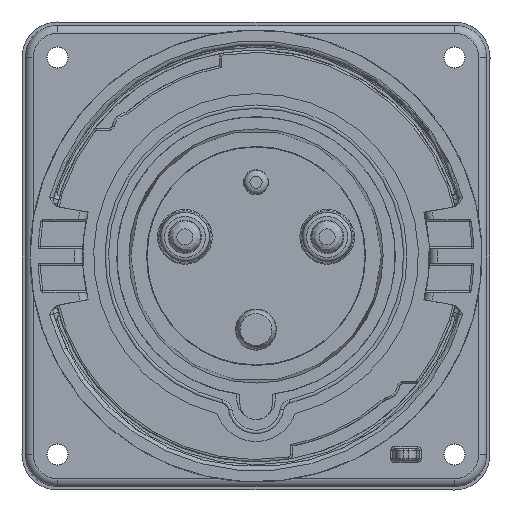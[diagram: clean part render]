
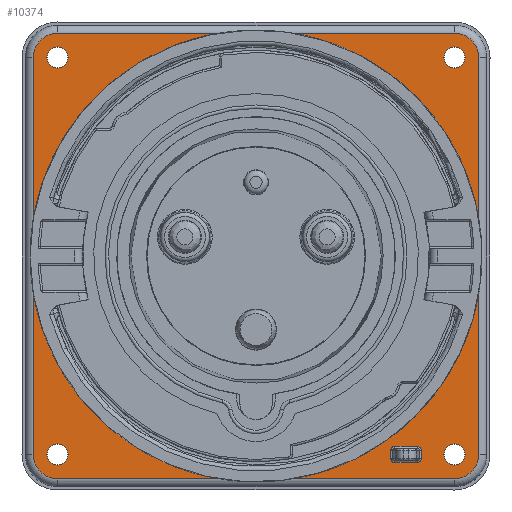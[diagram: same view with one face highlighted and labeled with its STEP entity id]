
A CAD part, front view. The second image highlights one B-rep face of the part: STEP entity #10374.
In plain terms, the highlighted planar face has unit normal (0, -1, 0).
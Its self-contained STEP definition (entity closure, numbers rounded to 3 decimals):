
#1616=FACE_BOUND('',#15410,.T.);
#1617=FACE_BOUND('',#15411,.T.);
#1618=FACE_BOUND('',#15412,.T.);
#1619=FACE_BOUND('',#15413,.T.);
#1620=FACE_BOUND('',#15414,.T.);
#1621=FACE_BOUND('',#15415,.T.);
#1622=FACE_BOUND('',#15416,.T.);
#2590=ELLIPSE('',#43978,1.015,1.);
#2591=ELLIPSE('',#43979,1.015,1.);
#2592=ELLIPSE('',#43980,1.015,1.);
#2593=ELLIPSE('',#43981,1.015,1.);
#3480=PLANE('',#43982);
#5095=LINE('',#88306,#7545);
#5096=LINE('',#88314,#7546);
#5097=LINE('',#88322,#7547);
#5098=LINE('',#88330,#7548);
#5483=LINE('',#90017,#7933);
#5484=LINE('',#90022,#7934);
#5485=LINE('',#90026,#7935);
#5486=LINE('',#90030,#7936);
#7545=VECTOR('',#50873,1.);
#7546=VECTOR('',#50884,1.);
#7547=VECTOR('',#50895,1.);
#7548=VECTOR('',#50906,1.);
#7933=VECTOR('',#52421,1.);
#7934=VECTOR('',#52424,1.);
#7935=VECTOR('',#52427,1.);
#7936=VECTOR('',#52430,1.);
#10374=ADVANCED_FACE('',(#1616,#1617,#1618,#1619,#1620,#1621,#1622),#3480,
 .T.);
#15410=EDGE_LOOP('',(#25854));
#15411=EDGE_LOOP('',(#25855));
#15412=EDGE_LOOP('',(#25856));
#15413=EDGE_LOOP('',(#25857));
#15414=EDGE_LOOP('',(#25858,#25859,#25860,#25861,#25862,#25863,#25864,#25865));
#15415=EDGE_LOOP('',(#25866));
#15416=EDGE_LOOP('',(#25867,#25868,#25869,#25870,#25871,#25872,#25873,#25874));
#25854=ORIENTED_EDGE('',*,*,#37614,.F.);
#25855=ORIENTED_EDGE('',*,*,#37615,.F.);
#25856=ORIENTED_EDGE('',*,*,#37616,.F.);
#25857=ORIENTED_EDGE('',*,*,#37617,.F.);
#25858=ORIENTED_EDGE('',*,*,#36949,.T.);
#25859=ORIENTED_EDGE('',*,*,#36963,.F.);
#25860=ORIENTED_EDGE('',*,*,#36961,.T.);
#25861=ORIENTED_EDGE('',*,*,#36959,.F.);
#25862=ORIENTED_EDGE('',*,*,#36957,.T.);
#25863=ORIENTED_EDGE('',*,*,#36955,.F.);
#25864=ORIENTED_EDGE('',*,*,#36953,.T.);
#25865=ORIENTED_EDGE('',*,*,#36951,.F.);
#25866=ORIENTED_EDGE('',*,*,#37325,.T.);
#25867=ORIENTED_EDGE('',*,*,#37618,.T.);
#25868=ORIENTED_EDGE('',*,*,#37619,.F.);
#25869=ORIENTED_EDGE('',*,*,#37620,.F.);
#25870=ORIENTED_EDGE('',*,*,#37621,.F.);
#25871=ORIENTED_EDGE('',*,*,#37622,.F.);
#25872=ORIENTED_EDGE('',*,*,#37623,.T.);
#25873=ORIENTED_EDGE('',*,*,#37624,.F.);
#25874=ORIENTED_EDGE('',*,*,#37625,.T.);
#32023=VERTEX_POINT('',#88305);
#32024=VERTEX_POINT('',#88307);
#32025=VERTEX_POINT('',#88311);
#32026=VERTEX_POINT('',#88315);
#32027=VERTEX_POINT('',#88319);
#32028=VERTEX_POINT('',#88323);
#32029=VERTEX_POINT('',#88327);
#32030=VERTEX_POINT('',#88331);
#32258=VERTEX_POINT('',#89370);
#32395=VERTEX_POINT('',#90010);
#32396=VERTEX_POINT('',#90012);
#32397=VERTEX_POINT('',#90014);
#32398=VERTEX_POINT('',#90016);
#32399=VERTEX_POINT('',#90018);
#32400=VERTEX_POINT('',#90019);
#32401=VERTEX_POINT('',#90021);
#32402=VERTEX_POINT('',#90023);
#32403=VERTEX_POINT('',#90025);
#32404=VERTEX_POINT('',#90027);
#32405=VERTEX_POINT('',#90029);
#32406=VERTEX_POINT('',#90031);
#36949=EDGE_CURVE('',#32024,#32023,#5095,.T.);
#36951=EDGE_CURVE('',#32024,#32025,#40495,.T.);
#36953=EDGE_CURVE('',#32026,#32025,#5096,.T.);
#36955=EDGE_CURVE('',#32026,#32027,#40498,.T.);
#36957=EDGE_CURVE('',#32028,#32027,#5097,.T.);
#36959=EDGE_CURVE('',#32028,#32029,#40501,.T.);
#36961=EDGE_CURVE('',#32030,#32029,#5098,.T.);
#36963=EDGE_CURVE('',#32030,#32023,#40504,.T.);
#37325=EDGE_CURVE('',#32258,#32258,#40626,.T.);
#37614=EDGE_CURVE('',#32395,#32395,#40743,.T.);
#37615=EDGE_CURVE('',#32396,#32396,#40744,.T.);
#37616=EDGE_CURVE('',#32397,#32397,#40745,.T.);
#37617=EDGE_CURVE('',#32398,#32398,#40746,.T.);
#37618=EDGE_CURVE('',#32399,#32400,#5483,.T.);
#37619=EDGE_CURVE('',#32401,#32400,#2590,.T.);
#37620=EDGE_CURVE('',#32402,#32401,#5484,.T.);
#37621=EDGE_CURVE('',#32403,#32402,#2591,.T.);
#37622=EDGE_CURVE('',#32404,#32403,#5485,.T.);
#37623=EDGE_CURVE('',#32404,#32405,#2592,.T.);
#37624=EDGE_CURVE('',#32406,#32405,#5486,.T.);
#37625=EDGE_CURVE('',#32406,#32399,#2593,.T.);
#40495=CIRCLE('',#43400,6.);
#40498=CIRCLE('',#43405,6.);
#40501=CIRCLE('',#43410,6.);
#40504=CIRCLE('',#43415,6.);
#40626=CIRCLE('',#43683,49.7);
#40743=CIRCLE('',#43974,2.642);
#40744=CIRCLE('',#43975,2.642);
#40745=CIRCLE('',#43976,2.642);
#40746=CIRCLE('',#43977,2.642);
#43400=AXIS2_PLACEMENT_3D('',#88310,#50878,#50879);
#43405=AXIS2_PLACEMENT_3D('',#88318,#50889,#50890);
#43410=AXIS2_PLACEMENT_3D('',#88326,#50900,#50901);
#43415=AXIS2_PLACEMENT_3D('',#88334,#50911,#50912);
#43683=AXIS2_PLACEMENT_3D('',#89369,#51667,#51668);
#43974=AXIS2_PLACEMENT_3D('',#90009,#52413,#52414);
#43975=AXIS2_PLACEMENT_3D('',#90011,#52415,#52416);
#43976=AXIS2_PLACEMENT_3D('',#90013,#52417,#52418);
#43977=AXIS2_PLACEMENT_3D('',#90015,#52419,#52420);
#43978=AXIS2_PLACEMENT_3D('',#90020,#52422,#52423);
#43979=AXIS2_PLACEMENT_3D('',#90024,#52425,#52426);
#43980=AXIS2_PLACEMENT_3D('',#90028,#52428,#52429);
#43981=AXIS2_PLACEMENT_3D('',#90032,#52431,#52432);
#43982=AXIS2_PLACEMENT_3D('',#90033,#52433,#52434);
#50873=DIRECTION('',(0.,0.,1.));
#50878=DIRECTION('',(0.,1.,0.));
#50879=DIRECTION('',(1.,0.,0.));
#50884=DIRECTION('',(1.,0.,0.));
#50889=DIRECTION('',(0.,1.,0.));
#50890=DIRECTION('',(1.,0.,0.));
#50895=DIRECTION('',(0.,0.,-1.));
#50900=DIRECTION('',(0.,1.,0.));
#50901=DIRECTION('',(1.,0.,0.));
#50906=DIRECTION('',(-1.,0.,0.));
#50911=DIRECTION('',(0.,1.,0.));
#50912=DIRECTION('',(1.,0.,0.));
#51667=DIRECTION('',(0.,1.,0.));
#51668=DIRECTION('',(1.,0.,0.));
#52413=DIRECTION('',(0.,-1.,0.));
#52414=DIRECTION('',(1.,0.,0.));
#52415=DIRECTION('',(0.,-1.,0.));
#52416=DIRECTION('',(1.,0.,0.));
#52417=DIRECTION('',(0.,-1.,0.));
#52418=DIRECTION('',(1.,0.,0.));
#52419=DIRECTION('',(0.,-1.,0.));
#52420=DIRECTION('',(1.,0.,0.));
#52421=DIRECTION('',(0.,0.,1.));
#52422=DIRECTION('',(0.,-1.,0.));
#52423=DIRECTION('',(-0.999,0.,0.049));
#52424=DIRECTION('',(-1.,0.,0.));
#52425=DIRECTION('',(0.,-1.,0.));
#52426=DIRECTION('',(-0.999,0.,-0.049));
#52427=DIRECTION('',(0.,0.,1.));
#52428=DIRECTION('',(0.,1.,0.));
#52429=DIRECTION('',(-0.999,0.,0.049));
#52430=DIRECTION('',(1.,0.,0.));
#52431=DIRECTION('',(0.,1.,0.));
#52432=DIRECTION('',(-0.999,0.,-0.049));
#52433=DIRECTION('',(0.,-1.,0.));
#52434=DIRECTION('',(1.,0.,0.));
#88305=CARTESIAN_POINT('',(55.193,-129.6,49.193));
#88306=CARTESIAN_POINT('',(55.193,-129.6,-49.207));
#88307=CARTESIAN_POINT('',(55.193,-129.6,-49.207));
#88310=CARTESIAN_POINT('',(49.193,-129.6,-49.207));
#88311=CARTESIAN_POINT('',(49.193,-129.6,-55.207));
#88314=CARTESIAN_POINT('',(-49.207,-129.6,-55.207));
#88315=CARTESIAN_POINT('',(-49.207,-129.6,-55.207));
#88318=CARTESIAN_POINT('',(-49.207,-129.6,-49.207));
#88319=CARTESIAN_POINT('',(-55.207,-129.6,-49.207));
#88322=CARTESIAN_POINT('',(-55.207,-129.6,49.193));
#88323=CARTESIAN_POINT('',(-55.207,-129.6,49.193));
#88326=CARTESIAN_POINT('',(-49.207,-129.6,49.193));
#88327=CARTESIAN_POINT('',(-49.207,-129.6,55.193));
#88330=CARTESIAN_POINT('',(49.193,-129.6,55.193));
#88331=CARTESIAN_POINT('',(49.193,-129.6,55.193));
#88334=CARTESIAN_POINT('',(49.193,-129.6,49.193));
#89369=CARTESIAN_POINT('',(-0.007,-129.6,-0.007));
#89370=CARTESIAN_POINT('',(49.693,-129.6,-0.007));
#90009=CARTESIAN_POINT('',(49.193,-129.6,-49.207));
#90010=CARTESIAN_POINT('',(51.835,-129.6,-49.207));
#90011=CARTESIAN_POINT('',(49.193,-129.6,49.193));
#90012=CARTESIAN_POINT('',(51.835,-129.6,49.193));
#90013=CARTESIAN_POINT('',(-49.207,-129.6,-49.207));
#90014=CARTESIAN_POINT('',(-46.565,-129.6,-49.207));
#90015=CARTESIAN_POINT('',(-49.207,-129.6,49.193));
#90016=CARTESIAN_POINT('',(-46.565,-129.6,49.193));
#90017=CARTESIAN_POINT('',(33.412,-129.6,-50.198));
#90018=CARTESIAN_POINT('',(33.412,-129.6,-50.198));
#90019=CARTESIAN_POINT('',(33.412,-129.6,-48.215));
#90020=CARTESIAN_POINT('',(34.427,-129.6,-48.217));
#90021=CARTESIAN_POINT('',(34.426,-129.6,-47.217));
#90022=CARTESIAN_POINT('',(39.96,-129.6,-47.217));
#90023=CARTESIAN_POINT('',(39.96,-129.6,-47.217));
#90024=CARTESIAN_POINT('',(39.959,-129.6,-48.217));
#90025=CARTESIAN_POINT('',(40.974,-129.6,-48.215));
#90026=CARTESIAN_POINT('',(40.974,-129.6,-50.198));
#90027=CARTESIAN_POINT('',(40.974,-129.6,-50.198));
#90028=CARTESIAN_POINT('',(39.959,-129.6,-50.197));
#90029=CARTESIAN_POINT('',(39.96,-129.6,-51.197));
#90030=CARTESIAN_POINT('',(34.426,-129.6,-51.197));
#90031=CARTESIAN_POINT('',(34.426,-129.6,-51.197));
#90032=CARTESIAN_POINT('',(34.427,-129.6,-50.197));
#90033=CARTESIAN_POINT('',(-55.217,-129.6,-55.217));
